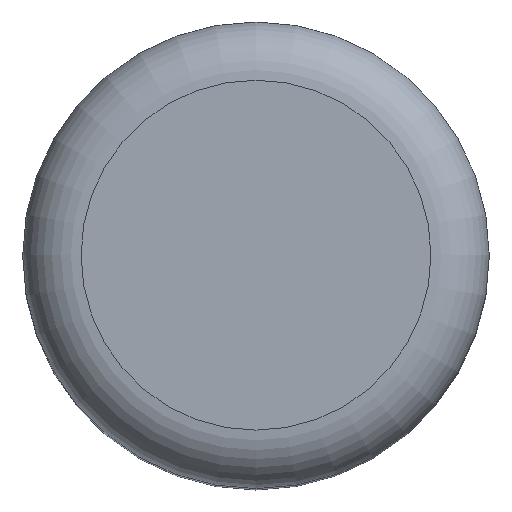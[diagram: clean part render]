
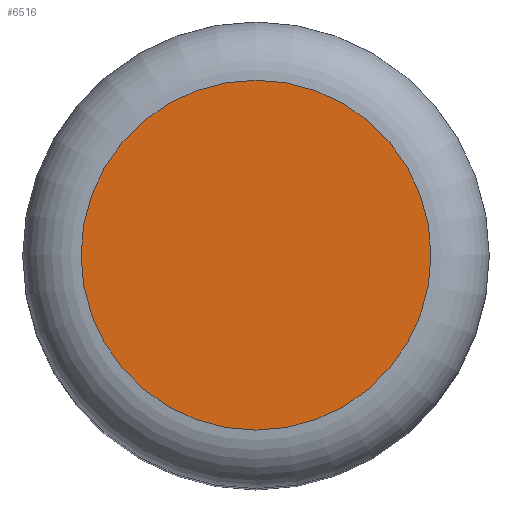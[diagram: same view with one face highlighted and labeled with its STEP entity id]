
A CAD part, top view. The second image highlights one B-rep face of the part: STEP entity #6516.
In plain terms, the highlighted planar face has unit normal (0, 0, 1).
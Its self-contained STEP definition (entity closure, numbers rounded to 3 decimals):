
#6486 = VERTEX_POINT('',#6487);
#6487 = CARTESIAN_POINT('',(15.,0.,80.));
#6496 = EDGE_CURVE('',#6486,#6486,#6497,.T.);
#6497 = CIRCLE('',#6498,15.);
#6498 = AXIS2_PLACEMENT_3D('',#6499,#6500,#6501);
#6499 = CARTESIAN_POINT('',(0.,0.,80.));
#6500 = DIRECTION('',(0.,0.,1.));
#6501 = DIRECTION('',(1.,0.,0.));
#6516 = ADVANCED_FACE('',(#6517),#6520,.T.);
#6517 = FACE_BOUND('',#6518,.T.);
#6518 = EDGE_LOOP('',(#6519));
#6519 = ORIENTED_EDGE('',*,*,#6496,.T.);
#6520 = PLANE('',#6521);
#6521 = AXIS2_PLACEMENT_3D('',#6522,#6523,#6524);
#6522 = CARTESIAN_POINT('',(0.,0.,80.));
#6523 = DIRECTION('',(0.,0.,1.));
#6524 = DIRECTION('',(1.,0.,0.));
